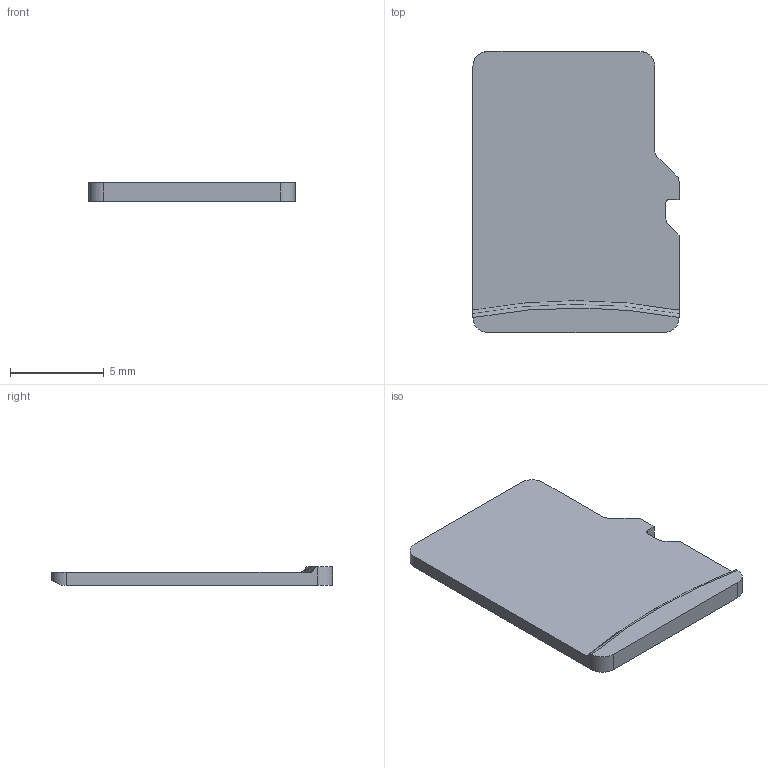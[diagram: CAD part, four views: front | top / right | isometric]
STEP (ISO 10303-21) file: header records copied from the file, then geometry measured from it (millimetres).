
FILE_DESCRIPTION((''),'2;1');
FILE_NAME('Dummy Micro SD Card 3D.stp','2012-01-24T17:45:47',('Seb Madgwick'),(''),'Autodesk Inventor 2011','Autodesk Inventor 2011','');
FILE_SCHEMA(('AUTOMOTIVE_DESIGN { 1 0 10303 214 1 1 1 1 }'));
Length unit declared in the file: millimetre
Products named in the file (1): Dummy Micro SD Card 3D
Bounding box: 11 x 15 x 1 mm (x, y, z)
Volume: 112.4 mm3; surface area: 349.5 mm2
Topology: 1 solids, 1 shells, 24 faces, 66 edges, 44 vertices
Faces by surface type: plane 14, cylinder 8, bspline 1, torus 1
Entity records: 850 total; most frequent: CARTESIAN_POINT 205, ORIENTED_EDGE 132, DIRECTION 127, EDGE_CURVE 66, VERTEX_POINT 44, AXIS2_PLACEMENT_3D 43, VECTOR 41, LINE 41
